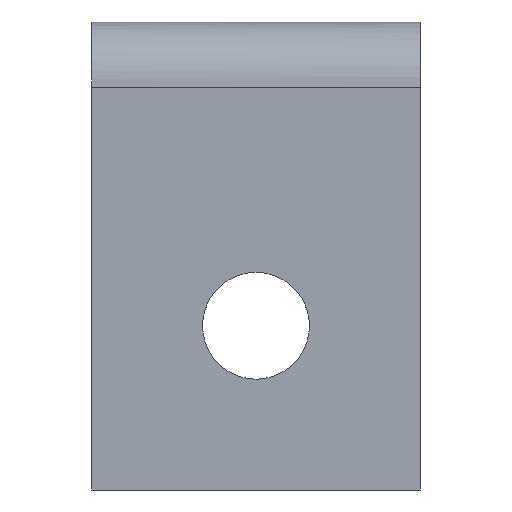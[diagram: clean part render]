
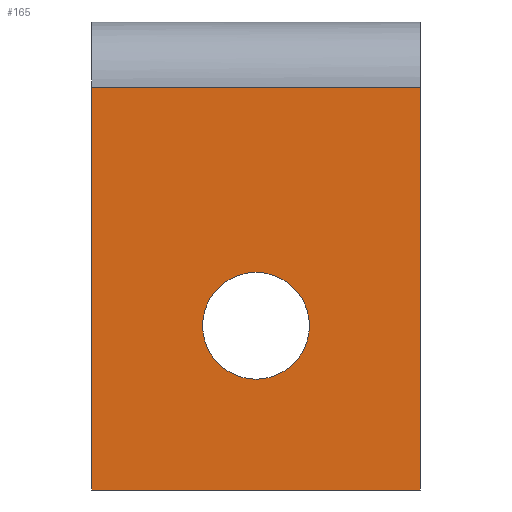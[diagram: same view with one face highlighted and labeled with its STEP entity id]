
A CAD part, left-side view. The second image highlights one B-rep face of the part: STEP entity #165.
In plain terms, the highlighted planar face has unit normal (-1, 0, 0).
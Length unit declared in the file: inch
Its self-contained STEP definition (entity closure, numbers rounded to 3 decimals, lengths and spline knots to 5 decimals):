
#101=EDGE_CURVE('',#264,#265,#266,.T.);
#103=EDGE_CURVE('',#268,#269,#270,.T.);
#117=EDGE_CURVE('',#264,#268,#293,.T.);
#133=EDGE_CURVE('',#269,#265,#318,.T.);
#165=ADVANCED_FACE('',(#364,#365),#366,.T.);
#264=VERTEX_POINT('',#488);
#265=VERTEX_POINT('',#489);
#266=LINE('',#490,#491);
#268=VERTEX_POINT('',#494);
#269=VERTEX_POINT('',#495);
#270=LINE('',#496,#497);
#293=LINE('',#540,#541);
#318=LINE('',#596,#597);
#364=FACE_BOUND('',#691,.T.);
#365=FACE_OUTER_BOUND('',#692,.T.);
#366=PLANE('',#693);
#488=CARTESIAN_POINT('',(0.0,1.25,1.53131));
#489=CARTESIAN_POINT('',(0.0,0.,1.53131));
#490=CARTESIAN_POINT('',(0.0,1.25,1.53131));
#491=VECTOR('',#901,1.0);
#494=CARTESIAN_POINT('',(0.0,1.25,0.));
#495=CARTESIAN_POINT('',(0.0,0.,0.));
#496=CARTESIAN_POINT('',(0.0,1.25,0.));
#497=VECTOR('',#902,1.0);
#540=CARTESIAN_POINT('',(0.0,1.25,1.53131));
#541=VECTOR('',#926,1.0);
#596=CARTESIAN_POINT('',(0.0,0.,1.53131));
#597=VECTOR('',#946,1.0);
#691=EDGE_LOOP('',(#988,#989,#990,#991));
#692=EDGE_LOOP('',(#992,#993,#994,#995));
#693=AXIS2_PLACEMENT_3D('',#996,#997,#998);
#901=DIRECTION('',(0.0,-1.0,0.0));
#902=DIRECTION('',(0.0,-1.0,0.0));
#926=DIRECTION('',(0.0,0.0,-1.0));
#946=DIRECTION('',(0.0,0.0,1.0));
#988=ORIENTED_EDGE('',*,*,#1113,.T.);
#989=ORIENTED_EDGE('',*,*,#1109,.T.);
#990=ORIENTED_EDGE('',*,*,#1095,.T.);
#991=ORIENTED_EDGE('',*,*,#1114,.T.);
#992=ORIENTED_EDGE('',*,*,#133,.T.);
#993=ORIENTED_EDGE('',*,*,#101,.F.);
#994=ORIENTED_EDGE('',*,*,#117,.T.);
#995=ORIENTED_EDGE('',*,*,#103,.T.);
#996=CARTESIAN_POINT('',(0.0,1.25,0.76566));
#997=DIRECTION('',(-1.0,0.0,0.0));
#998=DIRECTION('',(0.0,0.0,-1.0));
#1095=EDGE_CURVE('',#1130,#1131,#1132,.T.);
#1109=EDGE_CURVE('',#1150,#1130,#1151,.T.);
#1113=EDGE_CURVE('',#1155,#1150,#1156,.T.);
#1114=EDGE_CURVE('',#1131,#1155,#1157,.T.);
#1130=VERTEX_POINT('',#1173);
#1131=VERTEX_POINT('',#1174);
#1132=B_SPLINE_CURVE_WITH_KNOTS('',3,(#1175,#1176,#1177,#1178),.UNSPECIFIED.,.F.,.F.,(4,4),(-1.0,-0.0),.UNSPECIFIED.);
#1150=VERTEX_POINT('',#1210);
#1151=B_SPLINE_CURVE_WITH_KNOTS('',3,(#1211,#1212,#1213,#1214),.UNSPECIFIED.,.F.,.F.,(4,4),(-1.0,-0.0),.UNSPECIFIED.);
#1155=VERTEX_POINT('',#1219);
#1156=B_SPLINE_CURVE_WITH_KNOTS('',3,(#1220,#1221,#1222,#1223),.UNSPECIFIED.,.F.,.F.,(4,4),(-1.0,-0.0),.UNSPECIFIED.);
#1157=B_SPLINE_CURVE_WITH_KNOTS('',3,(#1224,#1225,#1226,#1227),.UNSPECIFIED.,.F.,.F.,(4,4),(-1.0,-0.0),.UNSPECIFIED.);
#1173=CARTESIAN_POINT('',(0.0,0.625,0.82819));
#1174=CARTESIAN_POINT('',(0.0,0.42185,0.62507));
#1175=CARTESIAN_POINT('',(0.0,0.625,0.82819));
#1176=CARTESIAN_POINT('',(0.,0.5128,0.82819));
#1177=CARTESIAN_POINT('',(0.,0.42185,0.73726));
#1178=CARTESIAN_POINT('',(0.,0.42185,0.62507));
#1210=CARTESIAN_POINT('',(0.0,0.82815,0.62507));
#1211=CARTESIAN_POINT('',(0.0,0.82815,0.62507));
#1212=CARTESIAN_POINT('',(0.0,0.82815,0.73726));
#1213=CARTESIAN_POINT('',(0.0,0.7372,0.82819));
#1214=CARTESIAN_POINT('',(0.0,0.625,0.82819));
#1219=CARTESIAN_POINT('',(0.0,0.625,0.42194));
#1220=CARTESIAN_POINT('',(0.0,0.625,0.42194));
#1221=CARTESIAN_POINT('',(0.0,0.7372,0.42194));
#1222=CARTESIAN_POINT('',(0.0,0.82815,0.5129));
#1223=CARTESIAN_POINT('',(0.0,0.82815,0.62507));
#1224=CARTESIAN_POINT('',(0.0,0.42185,0.62507));
#1225=CARTESIAN_POINT('',(0.0,0.42185,0.5129));
#1226=CARTESIAN_POINT('',(0.,0.5128,0.42194));
#1227=CARTESIAN_POINT('',(0.,0.625,0.42194));
